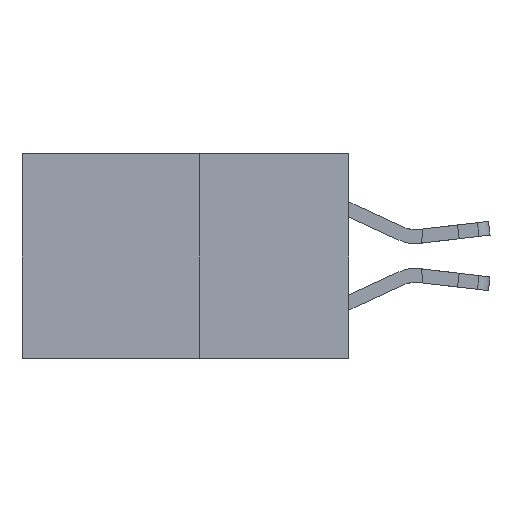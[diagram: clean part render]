
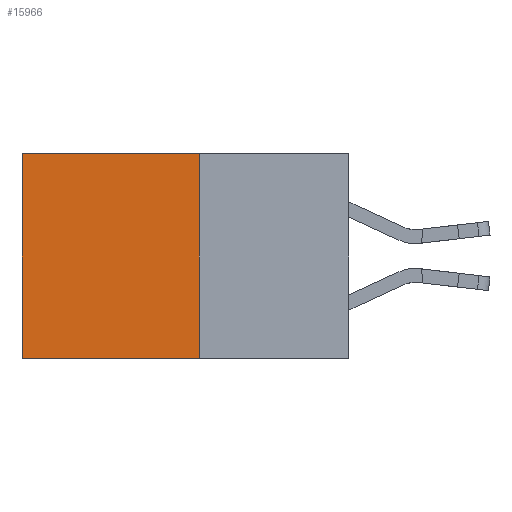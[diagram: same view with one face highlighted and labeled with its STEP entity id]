
A CAD part, left-side view. The second image highlights one B-rep face of the part: STEP entity #15966.
In plain terms, the highlighted planar face has unit normal (-1, 0, 0).
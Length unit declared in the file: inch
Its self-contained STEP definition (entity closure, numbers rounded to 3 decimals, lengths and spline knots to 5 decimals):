
#1145 = VERTEX_POINT ( 'NONE', #15592 ) ;
#2569 = EDGE_CURVE ( 'NONE', #9530, #1145, #12511, .T. ) ;
#2996 = CARTESIAN_POINT ( 'NONE',  ( 0.277, 0.59, 0. ) ) ;
#4202 = DIRECTION ( 'NONE',  ( 0., 1., 0. ) ) ;
#4242 = ORIENTED_EDGE ( 'NONE', *, *, #2569, .F. ) ;
#4315 = DIRECTION ( 'NONE',  ( 0., 0., -1. ) ) ;
#4420 = VECTOR ( 'NONE', #7151, 39.37008 ) ;
#4530 = EDGE_CURVE ( 'NONE', #1145, #7853, #17556, .T. ) ;
#4825 = AXIS2_PLACEMENT_3D ( 'NONE', #14540, #6411, #15910 ) ;
#5190 = VECTOR ( 'NONE', #4315, 39.37008 ) ;
#6002 = EDGE_LOOP ( 'NONE', ( #12092, #10116, #4242, #8290 ) ) ;
#6411 = DIRECTION ( 'NONE',  ( 1., 0., 0. ) ) ;
#7151 = DIRECTION ( 'NONE',  ( 0., 1., 0. ) ) ;
#7853 = VERTEX_POINT ( 'NONE', #9273 ) ;
#8290 = ORIENTED_EDGE ( 'NONE', *, *, #8750, .T. ) ;
#8750 = EDGE_CURVE ( 'NONE', #9530, #15570, #15255, .T. ) ;
#9273 = CARTESIAN_POINT ( 'NONE',  ( 0.277, 0.59, -0.37 ) ) ;
#9530 = VERTEX_POINT ( 'NONE', #16845 ) ;
#10116 = ORIENTED_EDGE ( 'NONE', *, *, #4530, .F. ) ;
#10413 = PLANE ( 'NONE',  #4825 ) ;
#10948 = CARTESIAN_POINT ( 'NONE',  ( 0.277, 0.27, -0.37 ) ) ;
#11998 = LINE ( 'NONE', #12430, #5190 ) ;
#12088 = VECTOR ( 'NONE', #15337, 39.37008 ) ;
#12092 = ORIENTED_EDGE ( 'NONE', *, *, #12838, .T. ) ;
#12430 = CARTESIAN_POINT ( 'NONE',  ( 0.277, 0.59, -0.37 ) ) ;
#12511 = LINE ( 'NONE', #15850, #12088 ) ;
#12534 = CARTESIAN_POINT ( 'NONE',  ( 0.277, 0.27, 0. ) ) ;
#12838 = EDGE_CURVE ( 'NONE', #15570, #7853, #11998, .T. ) ;
#13941 = VECTOR ( 'NONE', #4202, 39.37008 ) ;
#14540 = CARTESIAN_POINT ( 'NONE',  ( 0.277, 0.27, -0.37 ) ) ;
#15255 = LINE ( 'NONE', #12534, #4420 ) ;
#15337 = DIRECTION ( 'NONE',  ( 0., 0., -1. ) ) ;
#15570 = VERTEX_POINT ( 'NONE', #2996 ) ;
#15592 = CARTESIAN_POINT ( 'NONE',  ( 0.277, 0.27, -0.37 ) ) ;
#15850 = CARTESIAN_POINT ( 'NONE',  ( 0.277, 0.27, -0.37 ) ) ;
#15910 = DIRECTION ( 'NONE',  ( 0., 0., -1. ) ) ;
#15966 = ADVANCED_FACE ( 'NONE', ( #17021 ), #10413, .F. ) ;
#16845 = CARTESIAN_POINT ( 'NONE',  ( 0.277, 0.27, 0. ) ) ;
#17021 = FACE_OUTER_BOUND ( 'NONE', #6002, .T. ) ;
#17556 = LINE ( 'NONE', #10948, #13941 ) ;
